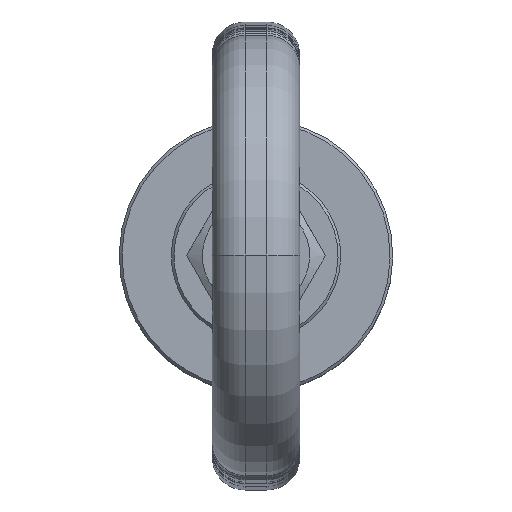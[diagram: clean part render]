
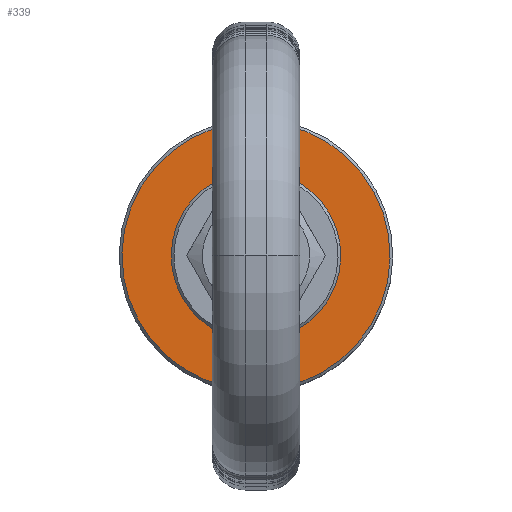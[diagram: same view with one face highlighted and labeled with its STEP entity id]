
A CAD part, top view. The second image highlights one B-rep face of the part: STEP entity #339.
In plain terms, the highlighted planar face has unit normal (0, 0, 1).
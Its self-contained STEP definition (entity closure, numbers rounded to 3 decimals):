
#131=CARTESIAN_POINT('Axis2P3D Location',(0.,0.,-38.5)) ;
#135=CARTESIAN_POINT('Vertex',(11.746,-21.501,-38.5)) ;
#137=CARTESIAN_POINT('Vertex',(-11.746,21.501,-38.5)) ;
#166=CARTESIAN_POINT('Axis2P3D Location',(0.,0.,-38.5)) ;
#292=CARTESIAN_POINT('Vertex',(7.431,-13.603,-38.5)) ;
#295=CARTESIAN_POINT('Axis2P3D Location',(0.,0.,-38.5)) ;
#299=CARTESIAN_POINT('Vertex',(-7.431,13.603,-38.5)) ;
#314=CARTESIAN_POINT('Axis2P3D Location',(0.,0.,-38.5)) ;
#326=CARTESIAN_POINT('Axis2P3D Location',(0.,-15.5,-38.5)) ;
#132=DIRECTION('Axis2P3D Direction',(0.,0.,-1.)) ;
#167=DIRECTION('Axis2P3D Direction',(0.,0.,-1.)) ;
#296=DIRECTION('Axis2P3D Direction',(0.,0.,1.)) ;
#315=DIRECTION('Axis2P3D Direction',(0.,0.,1.)) ;
#327=DIRECTION('Axis2P3D Direction',(0.,0.,1.)) ;
#328=DIRECTION('Axis2P3D XDirection',(1.,0.,0.)) ;
#133=AXIS2_PLACEMENT_3D('Circle Axis2P3D',#131,#132,$) ;
#168=AXIS2_PLACEMENT_3D('Circle Axis2P3D',#166,#167,$) ;
#297=AXIS2_PLACEMENT_3D('Circle Axis2P3D',#295,#296,$) ;
#316=AXIS2_PLACEMENT_3D('Circle Axis2P3D',#314,#315,$) ;
#329=AXIS2_PLACEMENT_3D('Plane Axis2P3D',#326,#327,#328) ;
#332=ORIENTED_EDGE('',*,*,#170,.T.) ;
#333=ORIENTED_EDGE('',*,*,#139,.T.) ;
#336=ORIENTED_EDGE('',*,*,#301,.F.) ;
#337=ORIENTED_EDGE('',*,*,#318,.F.) ;
#338=FACE_BOUND('',#335,.T.) ;
#339=ADVANCED_FACE('\X2\672C9AD4\X0\.2',(#334,#338),#330,.T.) ;
#134=CIRCLE('generated circle',#133,24.5) ;
#169=CIRCLE('generated circle',#168,24.5) ;
#298=CIRCLE('generated circle',#297,15.5) ;
#317=CIRCLE('generated circle',#316,15.5) ;
#139=EDGE_CURVE('',#136,#138,#134,.F.) ;
#170=EDGE_CURVE('',#138,#136,#169,.F.) ;
#301=EDGE_CURVE('',#293,#300,#298,.T.) ;
#318=EDGE_CURVE('',#300,#293,#317,.T.) ;
#331=EDGE_LOOP('',(#332,#333)) ;
#335=EDGE_LOOP('',(#336,#337)) ;
#334=FACE_OUTER_BOUND('',#331,.T.) ;
#330=PLANE('',#329) ;
#136=VERTEX_POINT('',#135) ;
#138=VERTEX_POINT('',#137) ;
#293=VERTEX_POINT('',#292) ;
#300=VERTEX_POINT('',#299) ;
